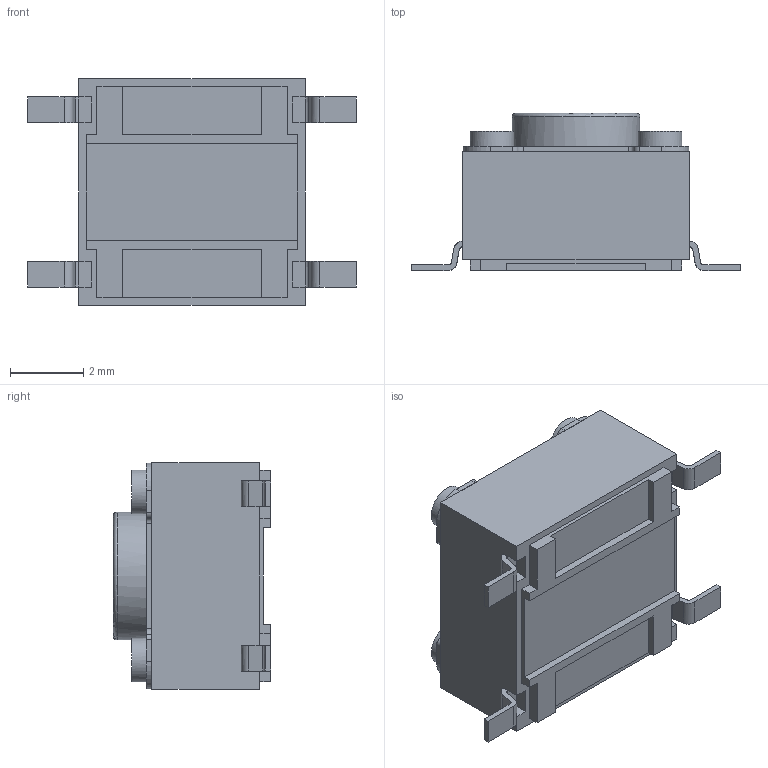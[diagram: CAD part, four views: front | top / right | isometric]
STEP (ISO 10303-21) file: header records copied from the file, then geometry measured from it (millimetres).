
FILE_DESCRIPTION(/* description */ ('STEP AP242','CAx-IF Rec.Pracs.---Representation and Presentation of Product Manufacturing Information (PMI)---4.0---2014-10-13','CAx-IF Rec.Pracs.---3D Tessellated Geometry---0.4---2014-09-14','2;1'),/* implementation_level */ '2;1');
FILE_NAME(/* name */ '682615535f6e0a08ab1d129e',/* time_stamp */ '2025-05-15T16:24:52Z',/* author */ (''),/* organization */ (''),/* preprocessor_version */ 'ST-DEVELOPER v20',/* originating_system */ 'ONSHAPE BY PTC INC, 1.197',/* authorisation */ ' ');
FILE_SCHEMA (('AP242_MANAGED_MODEL_BASED_3D_ENGINEERING_MIM_LF { 1 0 10303 442 1 1 4 }'));
Length unit declared in the file: metre
Products named in the file (11): Document
Bounding box: 9 x 4.3 x 6.2 mm (x, y, z)
Volume: 3.1 mm3; surface area: 211.9 mm2
Topology: 1 solids, 11 shells, 154 faces, 467 edges, 323 vertices
Faces by surface type: plane 102, cylinder 51, torus 1
Full cylindrical faces by diameter (mm): 1.2 x4, 3.5 x1
Entity records: 5979 total; most frequent: CARTESIAN_POINT 2123, ORIENTED_EDGE 839, DIRECTION 538, EDGE_CURVE 461, VERTEX_POINT 323, B_SPLINE_CURVE_WITH_KNOTS 322, AXIS2_PLACEMENT_3D 234, EDGE_LOOP 172
